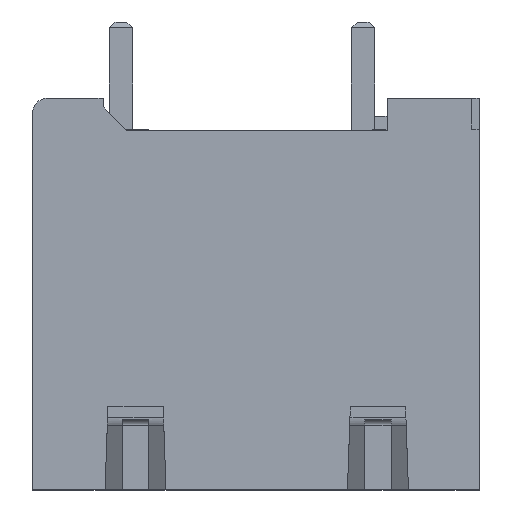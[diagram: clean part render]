
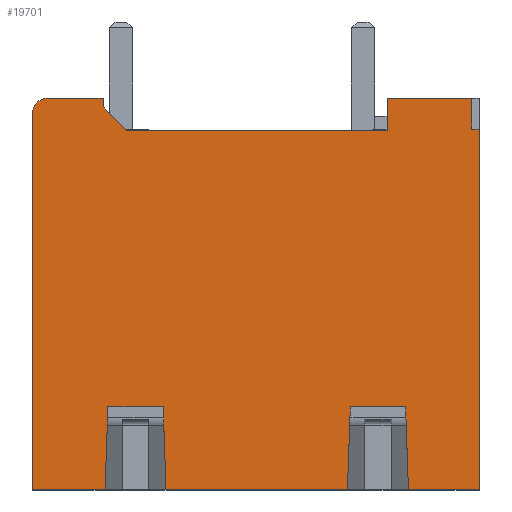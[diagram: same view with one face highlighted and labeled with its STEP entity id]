
A CAD part, top view. The second image highlights one B-rep face of the part: STEP entity #19701.
In plain terms, the highlighted planar face has unit normal (0, 0, 1).
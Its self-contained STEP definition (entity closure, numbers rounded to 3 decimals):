
#526=DIRECTION('',(1.,0.,0.));
#527=VECTOR('',#526,2.462);
#528=CARTESIAN_POINT('',(-3.,0.,2.2));
#529=LINE('',#528,#527);
#542=DIRECTION('',(1.,0.,0.));
#543=VECTOR('',#542,6.175);
#544=CARTESIAN_POINT('',(1.537,0.,2.2));
#545=LINE('',#544,#543);
#558=DIRECTION('',(1.,0.,0.));
#559=VECTOR('',#558,2.413);
#560=CARTESIAN_POINT('',(9.787,0.,2.2));
#561=LINE('',#560,#559);
#4579=DIRECTION('',(-1.,0.,0.));
#4580=VECTOR('',#4579,2.878);
#4581=CARTESIAN_POINT('',(11.938,13.3,2.2));
#4582=LINE('',#4581,#4580);
#4603=DIRECTION('',(0.,-1.,0.));
#4604=VECTOR('',#4603,1.107);
#4605=CARTESIAN_POINT('',(9.059,13.3,2.2));
#4606=LINE('',#4605,#4604);
#4803=DIRECTION('',(-1.,0.,0.));
#4804=VECTOR('',#4803,8.853);
#4805=CARTESIAN_POINT('',(9.059,12.193,2.2));
#4806=LINE('',#4805,#4804);
#5049=DIRECTION('',(0.,1.,0.));
#5050=VECTOR('',#5049,0.295);
#5051=CARTESIAN_POINT('',(-0.605,13.005,2.2));
#5052=LINE('',#5051,#5050);
#5061=DIRECTION('',(-1.,0.,0.));
#5062=VECTOR('',#5061,1.895);
#5063=CARTESIAN_POINT('',(-0.605,13.3,2.2));
#5064=LINE('',#5063,#5062);
#5319=DIRECTION('',(0.,-1.,0.));
#5320=VECTOR('',#5319,12.25);
#5321=CARTESIAN_POINT('',(12.2,12.25,2.2));
#5322=LINE('',#5321,#5320);
#5323=DIRECTION('',(-0.035,0.999,0.));
#5324=VECTOR('',#5323,2.802);
#5325=CARTESIAN_POINT('',(9.787,0.,2.2));
#5326=LINE('',#5325,#5324);
#5327=DIRECTION('',(-1.,0.,0.));
#5328=VECTOR('',#5327,1.879);
#5329=CARTESIAN_POINT('',(9.69,2.8,2.2));
#5330=LINE('',#5329,#5328);
#5331=DIRECTION('',(-0.035,-0.999,0.));
#5332=VECTOR('',#5331,2.802);
#5333=CARTESIAN_POINT('',(7.811,2.8,2.2));
#5334=LINE('',#5333,#5332);
#5335=DIRECTION('',(-0.035,0.999,0.));
#5336=VECTOR('',#5335,2.802);
#5337=CARTESIAN_POINT('',(1.537,0.,2.2));
#5338=LINE('',#5337,#5336);
#5339=DIRECTION('',(-1.,0.,0.));
#5340=VECTOR('',#5339,1.879);
#5341=CARTESIAN_POINT('',(1.44,2.8,2.2));
#5342=LINE('',#5341,#5340);
#5343=DIRECTION('',(-0.035,-0.999,0.));
#5344=VECTOR('',#5343,2.802);
#5345=CARTESIAN_POINT('',(-0.439,2.8,
2.2));
#5346=LINE('',#5345,#5344);
#5347=DIRECTION('',(0.,1.,0.));
#5348=VECTOR('',#5347,12.8);
#5349=CARTESIAN_POINT('',(-3.,0.,2.2));
#5350=LINE('',#5349,#5348);
#5351=CARTESIAN_POINT('',(-2.5,12.8,2.2));
#5352=DIRECTION('',(0.,0.,-1.));
#5353=DIRECTION('',(-1.,0.,0.));
#5354=AXIS2_PLACEMENT_3D('',#5351,#5352,#5353);
#5356=DIRECTION('',(0.707,-0.707,0.));
#5357=VECTOR('',#5356,1.149);
#5358=CARTESIAN_POINT('',(-0.605,13.005,2.2));
#5359=LINE('',#5358,#5357);
#5360=DIRECTION('',(1.,0.,0.));
#5361=VECTOR('',#5360,0.262);
#5362=CARTESIAN_POINT('',(11.938,12.25,2.2));
#5363=LINE('',#5362,#5361);
#5676=DIRECTION('',(0.,1.,0.));
#5677=VECTOR('',#5676,1.05);
#5678=CARTESIAN_POINT('',(11.938,12.25,2.2));
#5679=LINE('',#5678,#5677);
#9365=CARTESIAN_POINT('',(12.2,12.25,2.2));
#9367=VERTEX_POINT('',#9365);
#9372=CARTESIAN_POINT('',(11.938,13.3,2.2));
#9373=VERTEX_POINT('',#9372);
#9374=CARTESIAN_POINT('',(9.059,13.3,2.2));
#9375=VERTEX_POINT('',#9374);
#9376=CARTESIAN_POINT('',(9.059,12.193,2.2));
#9377=VERTEX_POINT('',#9376);
#9426=CARTESIAN_POINT('',(0.207,12.193,2.2));
#9427=VERTEX_POINT('',#9426);
#9472=CARTESIAN_POINT('',(-0.605,13.005,2.2));
#9473=VERTEX_POINT('',#9472);
#9474=CARTESIAN_POINT('',(-0.605,13.3,2.2));
#9475=VERTEX_POINT('',#9474);
#9476=CARTESIAN_POINT('',(-2.5,13.3,2.2));
#9477=VERTEX_POINT('',#9476);
#9499=CARTESIAN_POINT('',(-3.,12.8,2.2));
#9500=VERTEX_POINT('',#9499);
#9501=CARTESIAN_POINT('',(11.938,12.25,2.2));
#9502=VERTEX_POINT('',#9501);
#9621=CARTESIAN_POINT('',(-0.439,2.8,
2.2));
#9622=CARTESIAN_POINT('',(-0.538,0.,2.2));
#9623=VERTEX_POINT('',#9621);
#9624=VERTEX_POINT('',#9622);
#9625=CARTESIAN_POINT('',(1.537,0.,2.2));
#9626=CARTESIAN_POINT('',(1.44,2.8,2.2));
#9627=VERTEX_POINT('',#9625);
#9628=VERTEX_POINT('',#9626);
#9629=CARTESIAN_POINT('',(7.811,2.8,2.2));
#9630=CARTESIAN_POINT('',(7.712,0.,2.2));
#9631=VERTEX_POINT('',#9629);
#9632=VERTEX_POINT('',#9630);
#9633=CARTESIAN_POINT('',(9.787,0.,2.2));
#9634=CARTESIAN_POINT('',(9.69,2.8,2.2));
#9635=VERTEX_POINT('',#9633);
#9636=VERTEX_POINT('',#9634);
#9637=CARTESIAN_POINT('',(-3.,0.,2.2));
#9638=VERTEX_POINT('',#9637);
#9639=CARTESIAN_POINT('',(12.2,0.,2.2));
#9640=VERTEX_POINT('',#9639);
#19664=CARTESIAN_POINT('',(0.,0.,2.2));
#19665=DIRECTION('',(0.,0.,1.));
#19666=DIRECTION('',(1.,0.,0.));
#19667=AXIS2_PLACEMENT_3D('',#19664,#19665,#19666);
#19668=PLANE('',#19667);
#19669=ORIENTED_EDGE('',*,*,#18600,.T.);
#19670=ORIENTED_EDGE('',*,*,#11969,.F.);
#19672=ORIENTED_EDGE('',*,*,#19671,.T.);
#19674=ORIENTED_EDGE('',*,*,#19673,.T.);
#19676=ORIENTED_EDGE('',*,*,#19675,.T.);
#19677=ORIENTED_EDGE('',*,*,#11961,.F.);
#19679=ORIENTED_EDGE('',*,*,#19678,.T.);
#19681=ORIENTED_EDGE('',*,*,#19680,.T.);
#19683=ORIENTED_EDGE('',*,*,#19682,.T.);
#19684=ORIENTED_EDGE('',*,*,#11953,.F.);
#19686=ORIENTED_EDGE('',*,*,#19685,.T.);
#19687=ORIENTED_EDGE('',*,*,#19657,.T.);
#19688=ORIENTED_EDGE('',*,*,#19297,.F.);
#19689=ORIENTED_EDGE('',*,*,#19278,.F.);
#19691=ORIENTED_EDGE('',*,*,#19690,.T.);
#19692=ORIENTED_EDGE('',*,*,#18997,.F.);
#19693=ORIENTED_EDGE('',*,*,#18695,.F.);
#19694=ORIENTED_EDGE('',*,*,#18672,.F.);
#19696=ORIENTED_EDGE('',*,*,#19695,.F.);
#19698=ORIENTED_EDGE('',*,*,#19697,.T.);
#19699=EDGE_LOOP('',(#19669,#19670,#19672,#19674,#19676,#19677,#19679,#19681,
#19683,#19684,#19686,#19687,#19688,#19689,#19691,#19692,#19693,#19694,#19696,
#19698));
#19700=FACE_OUTER_BOUND('',#19699,.F.);
#5355=CIRCLE('',#5354,0.5);
#11953=EDGE_CURVE('',#9638,#9624,#529,.T.);
#11961=EDGE_CURVE('',#9627,#9632,#545,.T.);
#11969=EDGE_CURVE('',#9635,#9640,#561,.T.);
#18600=EDGE_CURVE('',#9367,#9640,#5322,.T.);
#18672=EDGE_CURVE('',#9373,#9375,#4582,.T.);
#18695=EDGE_CURVE('',#9375,#9377,#4606,.T.);
#18997=EDGE_CURVE('',#9377,#9427,#4806,.T.);
#19278=EDGE_CURVE('',#9473,#9475,#5052,.T.);
#19297=EDGE_CURVE('',#9475,#9477,#5064,.T.);
#19657=EDGE_CURVE('',#9500,#9477,#5355,.T.);
#19671=EDGE_CURVE('',#9635,#9636,#5326,.T.);
#19673=EDGE_CURVE('',#9636,#9631,#5330,.T.);
#19675=EDGE_CURVE('',#9631,#9632,#5334,.T.);
#19678=EDGE_CURVE('',#9627,#9628,#5338,.T.);
#19680=EDGE_CURVE('',#9628,#9623,#5342,.T.);
#19682=EDGE_CURVE('',#9623,#9624,#5346,.T.);
#19685=EDGE_CURVE('',#9638,#9500,#5350,.T.);
#19690=EDGE_CURVE('',#9473,#9427,#5359,.T.);
#19695=EDGE_CURVE('',#9502,#9373,#5679,.T.);
#19697=EDGE_CURVE('',#9502,#9367,#5363,.T.);
#19701=ADVANCED_FACE('',(#19700),#19668,.T.);
